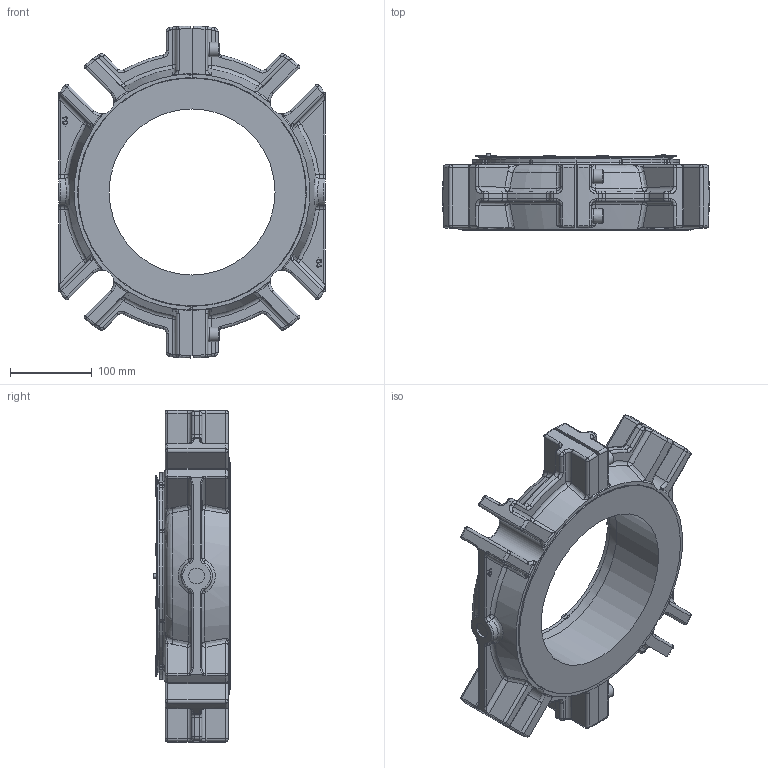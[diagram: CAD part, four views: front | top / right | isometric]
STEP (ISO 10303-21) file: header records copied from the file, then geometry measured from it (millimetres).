
FILE_DESCRIPTION(/* description */ ('Unknown'),/* implementation_level */ '2;1');
FILE_NAME(/* name */ '8.000 RDSX -64 SEAL ARRANGEMENT',/* time_stamp */ '2023-02-17T14:51:56-05:00',/* author */ ('Unknown'),/* organization */ ('Unknown'),/* preprocessor_version */ 'ST-DEVELOPER v16.7',/* originating_system */ 'Solid Edge',/* authorisation */ 'Unknown');
FILE_SCHEMA (('AUTOMOTIVE_DESIGN {1 0 10303 214 3 1 1}'));
Length unit declared in the file: millimetre
Products named in the file (1): 3121369
Bounding box: 326.76 x 93.99 x 406.38 mm (x, y, z)
Volume: 4199588.8 mm3; surface area: 383427.4 mm2
Topology: 1 solids, 3 shells, 980 faces, 2514 edges, 1508 vertices
Faces by surface type: cylinder 287, plane 244, torus 208, bspline 142, sphere 60, cone 39
Full cylindrical faces by diameter (mm): 4.995 x2, 6.344 x2, 11.977 x1, 11.988 x8, 11.989 x1, 17.982 x4, 19.263 x2, 203.2 x1, 206.169 x1, 279.121 x1
Entity records: 31902 total; most frequent: CARTESIAN_POINT 9425, ORIENTED_EDGE 4820, DIRECTION 4644, EDGE_CURVE 2410, AXIS2_PLACEMENT_3D 1919, VERTEX_POINT 1478, EDGE_LOOP 1056, FACE_BOUND 1056
